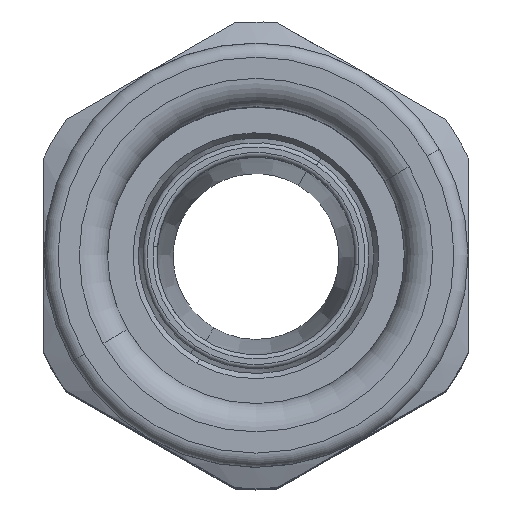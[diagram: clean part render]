
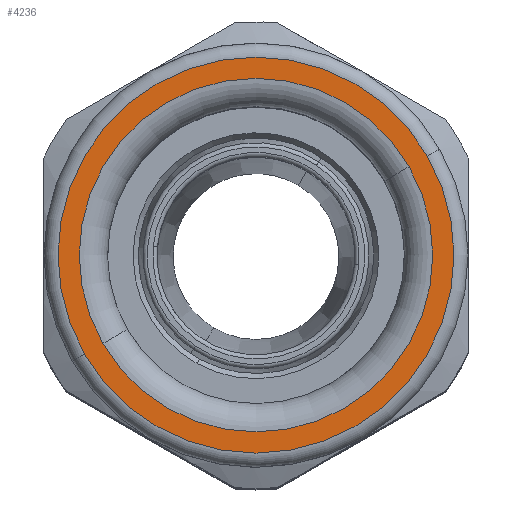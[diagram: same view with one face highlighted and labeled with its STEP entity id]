
A CAD part, top view. The second image highlights one B-rep face of the part: STEP entity #4236.
In plain terms, the highlighted planar face has unit normal (0, 0, 1).
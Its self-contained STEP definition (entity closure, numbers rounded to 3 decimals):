
#4124=AXIS2_PLACEMENT_3D('Circle Axis2P3D',#4122,#4123,$) ;
#4148=AXIS2_PLACEMENT_3D('Circle Axis2P3D',#4146,#4147,$) ;
#4212=AXIS2_PLACEMENT_3D('Plane Axis2P3D',#4209,#4210,#4211) ;
#4216=AXIS2_PLACEMENT_3D('Circle Axis2P3D',#4214,#4215,$) ;
#4225=AXIS2_PLACEMENT_3D('Circle Axis2P3D',#4223,#4224,$) ;
#4119=CARTESIAN_POINT('Vertex',(25.825,22.75,82.4)) ;
#4122=CARTESIAN_POINT('Axis2P3D Location',(15.,16.5,82.4)) ;
#4126=CARTESIAN_POINT('Vertex',(4.175,10.25,82.4)) ;
#4146=CARTESIAN_POINT('Axis2P3D Location',(15.,16.5,82.4)) ;
#4209=CARTESIAN_POINT('Axis2P3D Location',(15.,16.5,82.4)) ;
#4214=CARTESIAN_POINT('Axis2P3D Location',(15.,16.5,82.4)) ;
#4218=CARTESIAN_POINT('Vertex',(2.876,9.5,82.4)) ;
#4220=CARTESIAN_POINT('Vertex',(27.124,23.5,82.4)) ;
#4223=CARTESIAN_POINT('Axis2P3D Location',(15.,16.5,82.4)) ;
#4123=DIRECTION('Axis2P3D Direction',(0.,0.,1.)) ;
#4147=DIRECTION('Axis2P3D Direction',(0.,0.,1.)) ;
#4210=DIRECTION('Axis2P3D Direction',(0.,0.,1.)) ;
#4211=DIRECTION('Axis2P3D XDirection',(0.866,0.5,0.)) ;
#4215=DIRECTION('Axis2P3D Direction',(0.,0.,1.)) ;
#4224=DIRECTION('Axis2P3D Direction',(0.,0.,1.)) ;
#4229=ORIENTED_EDGE('',*,*,#4222,.T.) ;
#4230=ORIENTED_EDGE('',*,*,#4227,.T.) ;
#4233=ORIENTED_EDGE('',*,*,#4150,.F.) ;
#4234=ORIENTED_EDGE('',*,*,#4128,.F.) ;
#4235=FACE_BOUND('',#4232,.T.) ;
#4236=ADVANCED_FACE('body',(#4231,#4235),#4213,.T.) ;
#4125=CIRCLE('generated circle',#4124,12.5) ;
#4149=CIRCLE('generated circle',#4148,12.5) ;
#4217=CIRCLE('generated circle',#4216,14.) ;
#4226=CIRCLE('generated circle',#4225,14.) ;
#4128=EDGE_CURVE('',#4120,#4127,#4125,.T.) ;
#4150=EDGE_CURVE('',#4127,#4120,#4149,.T.) ;
#4222=EDGE_CURVE('',#4219,#4221,#4217,.T.) ;
#4227=EDGE_CURVE('',#4221,#4219,#4226,.T.) ;
#4228=EDGE_LOOP('',(#4229,#4230)) ;
#4232=EDGE_LOOP('',(#4233,#4234)) ;
#4231=FACE_OUTER_BOUND('',#4228,.T.) ;
#4213=PLANE('',#4212) ;
#4120=VERTEX_POINT('',#4119) ;
#4127=VERTEX_POINT('',#4126) ;
#4219=VERTEX_POINT('',#4218) ;
#4221=VERTEX_POINT('',#4220) ;
